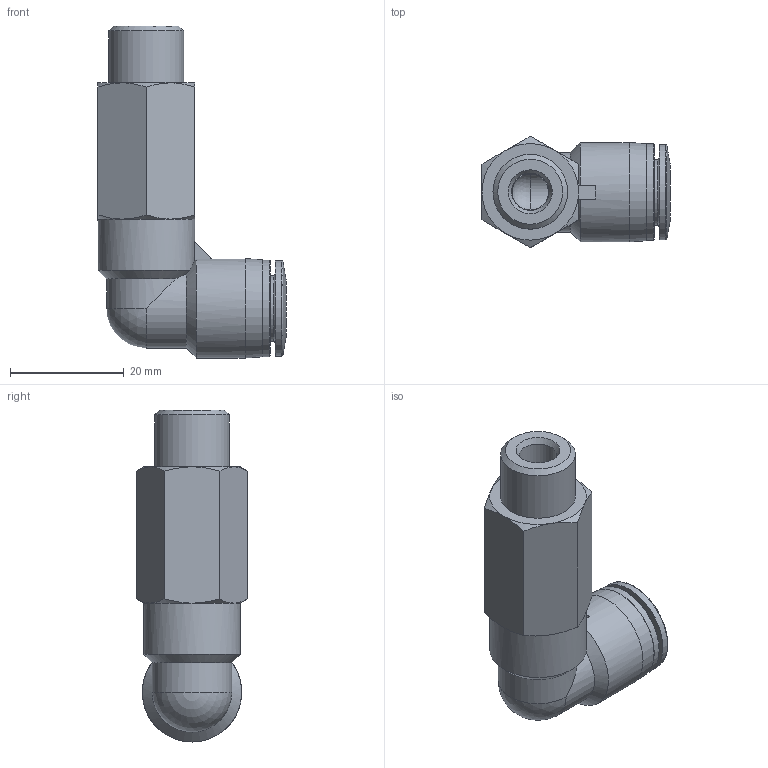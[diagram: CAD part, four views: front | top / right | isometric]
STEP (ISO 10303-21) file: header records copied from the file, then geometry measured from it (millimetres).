
FILE_DESCRIPTION(/* description */ ('STEP AP214'),/* implementation_level */ '2;1');
FILE_NAME(/* name */ '576053_QBLL-1_4-3_8-U-M',/* time_stamp */ '2024-09-14T02:41:16+02:00',/* author */ ('License CC BY-ND 4.0'),/* organization */ ('CADENAS'),/* preprocessor_version */ 'ST-DEVELOPER v19.3',/* originating_system */ 'PARTsolutions',/* authorisation */ ' ');
FILE_SCHEMA (('AUTOMOTIVE_DESIGN {1 0 10303 214 3 1 1}'));
Length unit declared in the file: millimetre
Products named in the file (1): 576053 QBLL-1/4-3/8-U-M
Bounding box: 33.1 x 19.63 x 58.45 mm (x, y, z)
Volume: 12130.7 mm3; surface area: 6115.5 mm2
Topology: 1 solids, 1 shells, 52 faces, 117 edges, 70 vertices
Faces by surface type: cone 19, plane 16, cylinder 12, torus 3, sphere 2
Full cylindrical faces by diameter (mm): 6.4 x1, 6.579 x1, 7 x1, 9.525 x1, 11.525 x1, 13.157 x1, 16.8 x1, 17 x2, 17.5 x1
Entity records: 1714 total; most frequent: CARTESIAN_POINT 314, DIRECTION 210, ORIENTED_EDGE 182, AXIS2_PLACEMENT_3D 99, EDGE_CURVE 91, EDGE_LOOP 77, FACE_BOUND 77, VERTEX_POINT 64
